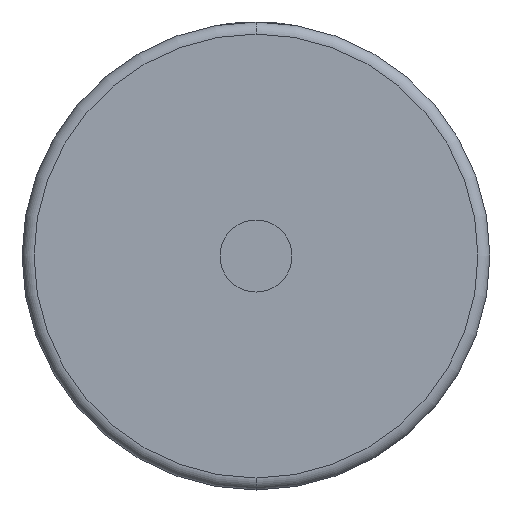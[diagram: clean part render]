
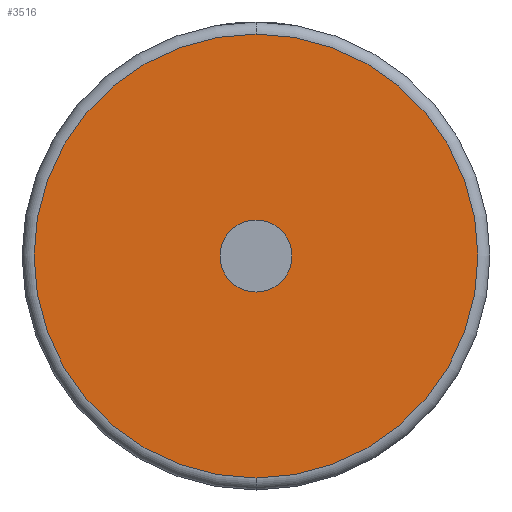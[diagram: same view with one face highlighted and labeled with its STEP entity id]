
A CAD part, front view. The second image highlights one B-rep face of the part: STEP entity #3516.
In plain terms, the highlighted planar face has unit normal (0, -1, 0).
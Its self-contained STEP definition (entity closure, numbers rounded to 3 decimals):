
#170 = CARTESIAN_POINT ( 'NONE',  ( 0., 0., 0. ) ) ;
#176 = EDGE_CURVE ( 'NONE', #2630, #935, #2281, .T. ) ;
#216 = EDGE_LOOP ( 'NONE', ( #438, #891 ) ) ;
#224 = CARTESIAN_POINT ( 'NONE',  ( 0., 0., 0. ) ) ;
#269 = DIRECTION ( 'NONE',  ( 0., -1., 0. ) ) ;
#438 = ORIENTED_EDGE ( 'NONE', *, *, #176, .T. ) ;
#441 = PLANE ( 'NONE',  #1181 ) ;
#494 = CARTESIAN_POINT ( 'NONE',  ( 0., 0., -6. ) ) ;
#524 = DIRECTION ( 'NONE',  ( 0., 0., 1. ) ) ;
#739 = CARTESIAN_POINT ( 'NONE',  ( 0., 0., 0. ) ) ;
#891 = ORIENTED_EDGE ( 'NONE', *, *, #1546, .T. ) ;
#935 = VERTEX_POINT ( 'NONE', #1044 ) ;
#1013 = CIRCLE ( 'NONE', #3729, 6. ) ;
#1033 = DIRECTION ( 'NONE',  ( 0., 0., 1. ) ) ;
#1044 = CARTESIAN_POINT ( 'NONE',  ( 0., 0., -37. ) ) ;
#1094 = CARTESIAN_POINT ( 'NONE',  ( 0., 0., 0. ) ) ;
#1181 = AXIS2_PLACEMENT_3D ( 'NONE', #170, #1338, #1033 ) ;
#1338 = DIRECTION ( 'NONE',  ( 0., 1., 0. ) ) ;
#1371 = DIRECTION ( 'NONE',  ( 0., -1., 0. ) ) ;
#1430 = DIRECTION ( 'NONE',  ( 0., 0., 1. ) ) ;
#1546 = EDGE_CURVE ( 'NONE', #935, #2630, #2975, .T. ) ;
#1614 = FACE_BOUND ( 'NONE', #1944, .T. ) ;
#1655 = EDGE_CURVE ( 'NONE', #3031, #2002, #3292, .T. ) ;
#1825 = CARTESIAN_POINT ( 'NONE',  ( 0., 0., 0. ) ) ;
#1836 = DIRECTION ( 'NONE',  ( 0., -1., 0. ) ) ;
#1902 = CARTESIAN_POINT ( 'NONE',  ( 0., 0., 6. ) ) ;
#1944 = EDGE_LOOP ( 'NONE', ( #3305, #2658 ) ) ;
#2002 = VERTEX_POINT ( 'NONE', #1902 ) ;
#2074 = AXIS2_PLACEMENT_3D ( 'NONE', #224, #269, #2874 ) ;
#2190 = EDGE_CURVE ( 'NONE', #2002, #3031, #1013, .T. ) ;
#2248 = CARTESIAN_POINT ( 'NONE',  ( 0., 0., 37. ) ) ;
#2281 = CIRCLE ( 'NONE', #2956, 37. ) ;
#2630 = VERTEX_POINT ( 'NONE', #2248 ) ;
#2658 = ORIENTED_EDGE ( 'NONE', *, *, #1655, .F. ) ;
#2676 = DIRECTION ( 'NONE',  ( 0., 0., 1. ) ) ;
#2716 = FACE_OUTER_BOUND ( 'NONE', #216, .T. ) ;
#2874 = DIRECTION ( 'NONE',  ( 0., 0., 1. ) ) ;
#2956 = AXIS2_PLACEMENT_3D ( 'NONE', #1825, #1836, #2676 ) ;
#2975 = CIRCLE ( 'NONE', #3160, 37. ) ;
#3031 = VERTEX_POINT ( 'NONE', #494 ) ;
#3160 = AXIS2_PLACEMENT_3D ( 'NONE', #739, #1371, #1430 ) ;
#3292 = CIRCLE ( 'NONE', #2074, 6. ) ;
#3305 = ORIENTED_EDGE ( 'NONE', *, *, #2190, .F. ) ;
#3430 = DIRECTION ( 'NONE',  ( 0., -1., 0. ) ) ;
#3516 = ADVANCED_FACE ( 'NONE', ( #2716, #1614 ), #441, .F. ) ;
#3729 = AXIS2_PLACEMENT_3D ( 'NONE', #1094, #3430, #524 ) ;
